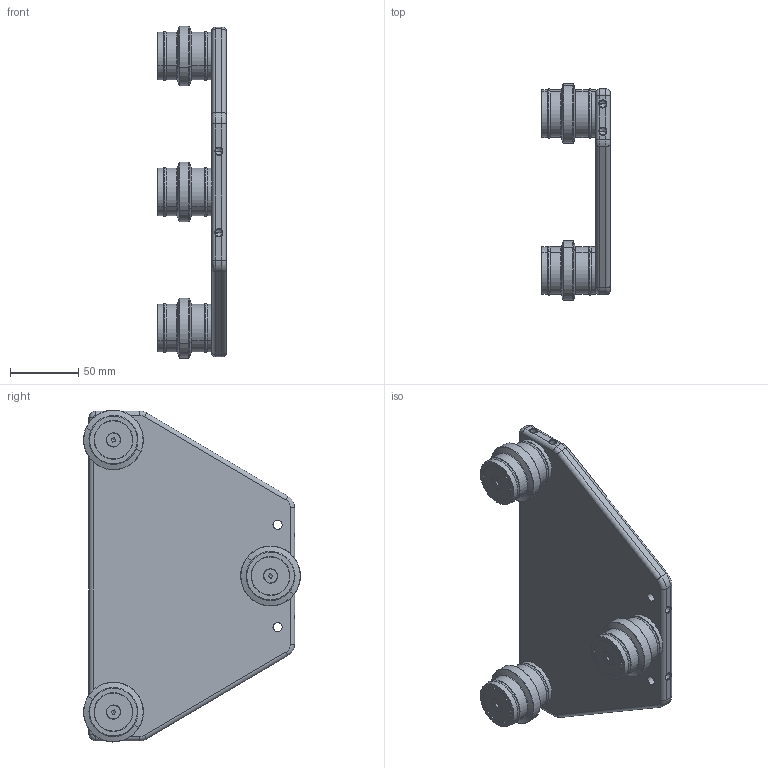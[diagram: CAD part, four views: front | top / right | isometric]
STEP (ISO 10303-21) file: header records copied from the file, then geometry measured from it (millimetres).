
FILE_DESCRIPTION (( 'STEP AP214' ), '1' );
FILE_NAME ('40x80 SD Roller Carriage Kit, Outside Mount (40MLM-0421-002-01).STEP', '2025-06-19T15:38:24', ( '' ), ( '' ), 'SwSTEP 2.0', 'SolidWorks 2020', '' );
FILE_SCHEMA (( 'AUTOMOTIVE_DESIGN' ));
Length unit declared in the file: millimetre
Products named in the file (1): 40x80 SD Roller Carriage Kit, Outside Mount (40MLM-0421-002-01)
Bounding box: 50.42 x 159.44 x 243.97 mm (x, y, z)
Volume: 385114.4 mm3; surface area: 137360.9 mm2
Topology: 31 solids, 37 shells, 1354 faces, 3137 edges, 1919 vertices
Faces by surface type: plane 432, cylinder 343, bspline 210, cone 190, torus 179
Entity records: 58111 total; most frequent: CARTESIAN_POINT 12789, ORIENTED_EDGE 6202, DIRECTION 6123, EDGE_CURVE 3101, AXIS2_PLACEMENT_3D 2321, VERTEX_POINT 1919, EDGE_LOOP 1516, LINE 1481
